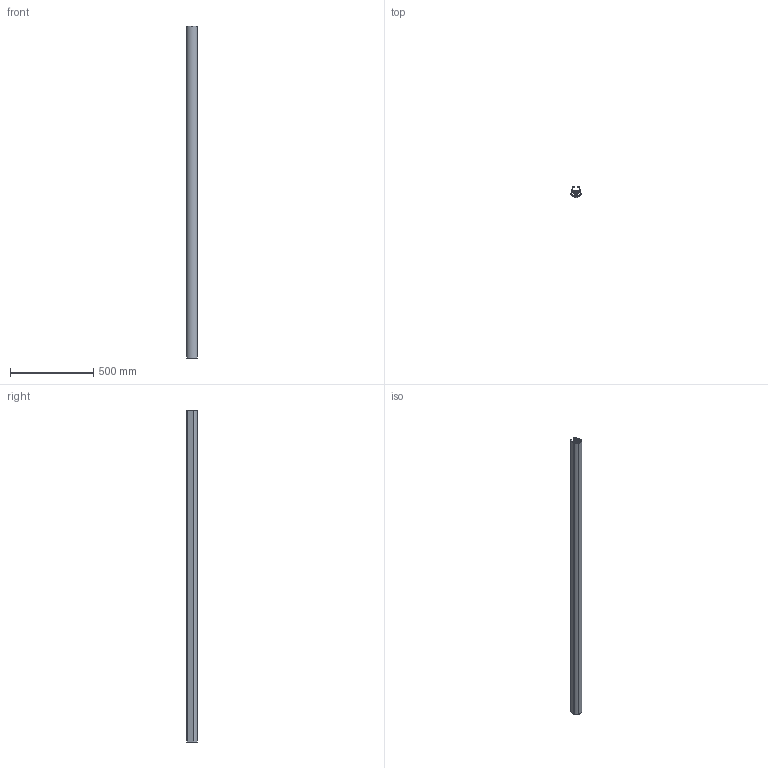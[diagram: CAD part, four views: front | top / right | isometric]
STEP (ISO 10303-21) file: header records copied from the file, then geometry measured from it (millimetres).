
FILE_DESCRIPTION (( 'STEP AP214' ), '1' );
FILE_NAME ('49451003.STEP', '2016-03-02T12:17:57', ( 'Macha' ), ( 'Hewlett-Packard Company' ), 'SwSTEP 2.0', 'SolidWorks 2015', '' );
FILE_SCHEMA (( 'AUTOMOTIVE_DESIGN' ));
Length unit declared in the file: millimetre
Products named in the file (1): 49451003
Bounding box: 63.06 x 63.98 x 2000 mm (x, y, z)
Volume: 2406231.4 mm3; surface area: 1148277.7 mm2
Topology: 1 solids, 1 shells, 138 faces, 353 edges, 217 vertices
Faces by surface type: cylinder 69, torus 37, plane 32
Entity records: 4279 total; most frequent: DIRECTION 805, CARTESIAN_POINT 763, ORIENTED_EDGE 706, EDGE_CURVE 353, AXIS2_PLACEMENT_3D 323, VERTEX_POINT 217, CIRCLE 184, VECTOR 159
